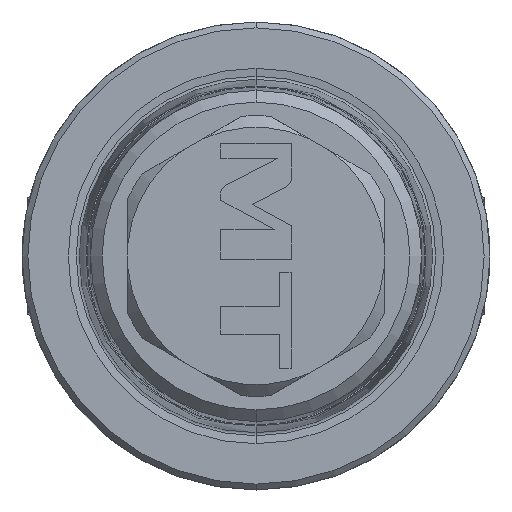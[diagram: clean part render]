
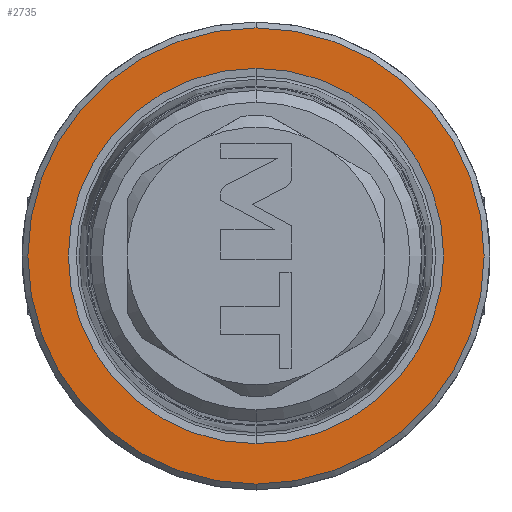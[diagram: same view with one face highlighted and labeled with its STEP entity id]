
A CAD part, front view. The second image highlights one B-rep face of the part: STEP entity #2735.
In plain terms, the highlighted planar face has unit normal (0, -1, 0).
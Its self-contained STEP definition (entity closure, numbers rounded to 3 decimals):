
#637=CARTESIAN_POINT('',(0.,0.,0.));
#638=DIRECTION('',(0.,1.,0.));
#639=DIRECTION('',(0.,0.,-1.));
#640=AXIS2_PLACEMENT_3D('',#637,#638,#639);
#642=CARTESIAN_POINT('',(0.,0.,0.));
#643=DIRECTION('',(0.,1.,0.));
#644=DIRECTION('',(0.,0.,1.));
#645=AXIS2_PLACEMENT_3D('',#642,#643,#644);
#647=CARTESIAN_POINT('',(0.,0.,0.));
#648=DIRECTION('',(0.,-1.,0.));
#649=DIRECTION('',(0.,0.,1.));
#650=AXIS2_PLACEMENT_3D('',#647,#648,#649);
#652=CARTESIAN_POINT('',(0.,0.,0.));
#653=DIRECTION('',(0.,-1.,0.));
#654=DIRECTION('',(0.,0.,-1.));
#655=AXIS2_PLACEMENT_3D('',#652,#653,#654);
#1635=CARTESIAN_POINT('',(0.,0.,-19.5));
#1636=CARTESIAN_POINT('',(0.,0.,19.5));
#1637=VERTEX_POINT('',#1635);
#1638=VERTEX_POINT('',#1636);
#1735=CARTESIAN_POINT('',(0.,0.,16.043));
#1736=CARTESIAN_POINT('',(0.,0.,-16.043));
#1737=VERTEX_POINT('',#1735);
#1738=VERTEX_POINT('',#1736);
#2720=CARTESIAN_POINT('',(0.,0.,0.));
#2721=DIRECTION('',(0.,-1.,0.));
#2722=DIRECTION('',(0.,0.,-1.));
#2723=AXIS2_PLACEMENT_3D('',#2720,#2721,#2722);
#2724=PLANE('',#2723);
#2725=ORIENTED_EDGE('',*,*,#2687,.T.);
#2726=ORIENTED_EDGE('',*,*,#2702,.T.);
#2727=EDGE_LOOP('',(#2725,#2726));
#2728=FACE_OUTER_BOUND('',#2727,.F.);
#2730=ORIENTED_EDGE('',*,*,#2729,.T.);
#2732=ORIENTED_EDGE('',*,*,#2731,.T.);
#2733=EDGE_LOOP('',(#2730,#2732));
#2734=FACE_BOUND('',#2733,.F.);
#2735=ADVANCED_FACE('',(#2728,#2734),#2724,.T.);
#641=CIRCLE('',#640,19.5);
#646=CIRCLE('',#645,19.5);
#651=CIRCLE('',#650,16.043);
#656=CIRCLE('',#655,16.043);
#2687=EDGE_CURVE('',#1637,#1638,#641,.T.);
#2702=EDGE_CURVE('',#1638,#1637,#646,.T.);
#2729=EDGE_CURVE('',#1737,#1738,#651,.T.);
#2731=EDGE_CURVE('',#1738,#1737,#656,.T.);
